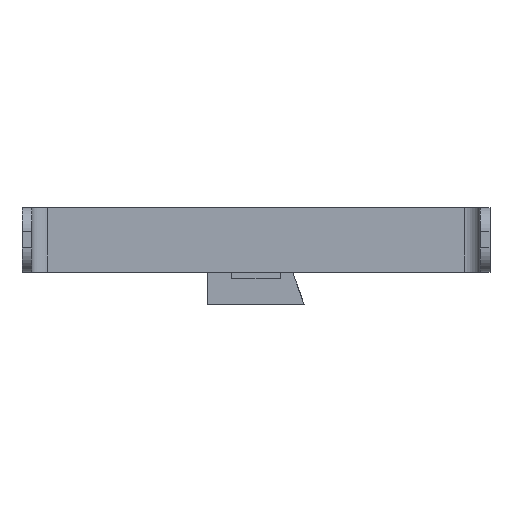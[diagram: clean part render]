
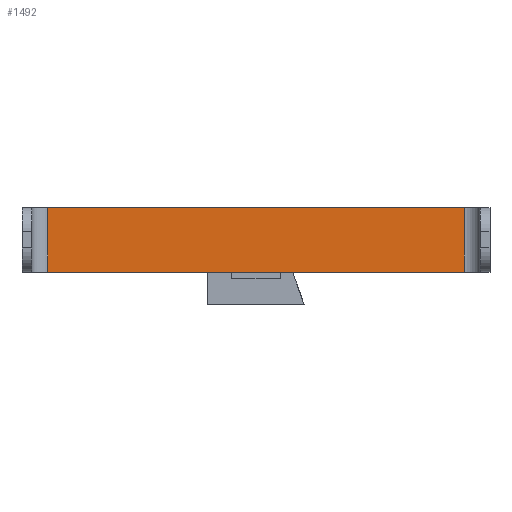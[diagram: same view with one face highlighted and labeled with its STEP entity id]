
A CAD part, left-side view. The second image highlights one B-rep face of the part: STEP entity #1492.
In plain terms, the highlighted planar face has unit normal (-1, 0, 0).
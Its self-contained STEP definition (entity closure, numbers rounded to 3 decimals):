
#88=PLANE('',#1631);
#155=FACE_OUTER_BOUND('',#253,.T.);
#253=EDGE_LOOP('',(#1248,#1249,#1250,#1251));
#388=LINE('',#2363,#547);
#391=LINE('',#2376,#550);
#393=LINE('',#2381,#552);
#394=LINE('',#2382,#553);
#547=VECTOR('',#1930,10.);
#550=VECTOR('',#1943,10.);
#552=VECTOR('',#1949,10.);
#553=VECTOR('',#1950,10.);
#743=VERTEX_POINT('',#2356);
#746=VERTEX_POINT('',#2361);
#750=VERTEX_POINT('',#2373);
#751=VERTEX_POINT('',#2375);
#923=EDGE_CURVE('',#746,#743,#388,.T.);
#929=EDGE_CURVE('',#750,#751,#391,.T.);
#932=EDGE_CURVE('',#746,#751,#393,.T.);
#933=EDGE_CURVE('',#750,#743,#394,.T.);
#1248=ORIENTED_EDGE('',*,*,#923,.F.);
#1249=ORIENTED_EDGE('',*,*,#932,.T.);
#1250=ORIENTED_EDGE('',*,*,#929,.F.);
#1251=ORIENTED_EDGE('',*,*,#933,.T.);
#1492=ADVANCED_FACE('',(#155),#88,.F.);
#1631=AXIS2_PLACEMENT_3D('',#2380,#1947,#1948);
#1930=DIRECTION('',(0.,0.,1.));
#1943=DIRECTION('',(0.,0.,-1.));
#1947=DIRECTION('center_axis',(1.,0.,0.));
#1948=DIRECTION('ref_axis',(0.,1.,0.));
#1949=DIRECTION('',(0.,-1.,0.));
#1950=DIRECTION('',(0.,1.,0.));
#2356=CARTESIAN_POINT('',(0.,65.,10.));
#2361=CARTESIAN_POINT('',(0.,65.,-10.));
#2363=CARTESIAN_POINT('',(0.,65.,-5.));
#2373=CARTESIAN_POINT('',(0.,-65.,10.));
#2375=CARTESIAN_POINT('',(0.,-65.,-10.));
#2376=CARTESIAN_POINT('',(0.,-65.,5.));
#2380=CARTESIAN_POINT('Origin',(0.,36.25,0.));
#2381=CARTESIAN_POINT('',(0.,73.,-10.));
#2382=CARTESIAN_POINT('',(0.,-73.,10.));
